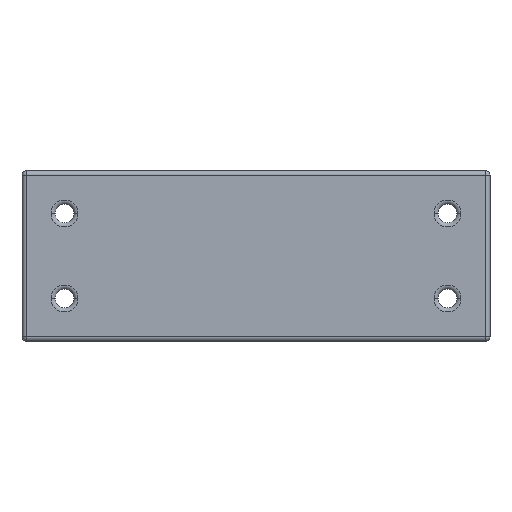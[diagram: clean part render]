
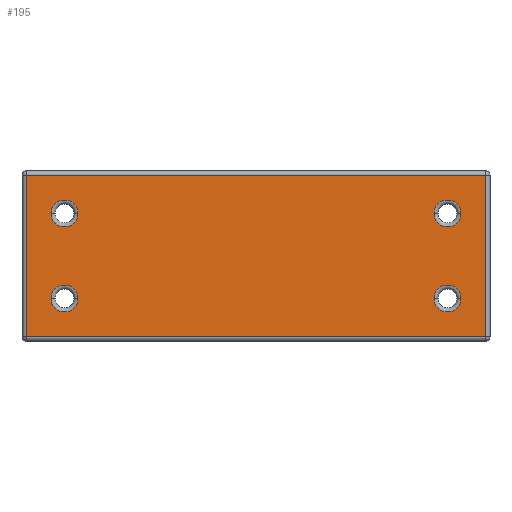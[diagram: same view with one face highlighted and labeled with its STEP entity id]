
A CAD part, front view. The second image highlights one B-rep face of the part: STEP entity #195.
In plain terms, the highlighted planar face has unit normal (0, -1, 0).
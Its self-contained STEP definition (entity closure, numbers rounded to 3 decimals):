
#30 = DIRECTION ( 'NONE',  ( 0., 1., 0. ) ) ;
#31 = EDGE_CURVE ( 'NONE', #1525, #2063, #171, .T. ) ;
#97 = ORIENTED_EDGE ( 'NONE', *, *, #2201, .T. ) ;
#112 = CARTESIAN_POINT ( 'NONE',  ( 89., 0., 1. ) ) ;
#127 = CIRCLE ( 'NONE', #2134, 3.15 ) ;
#129 = CARTESIAN_POINT ( 'NONE',  ( 80., 0., 30. ) ) ;
#166 = EDGE_LOOP ( 'NONE', ( #1277, #661 ) ) ;
#171 = CIRCLE ( 'NONE', #2899, 3.15 ) ;
#195 = ADVANCED_FACE ( 'NONE', ( #2391, #1618, #404, #3086, #2584 ), #667, .F. ) ;
#230 = CIRCLE ( 'NONE', #1162, 3.15 ) ;
#252 = EDGE_CURVE ( 'NONE', #2303, #1188, #389, .T. ) ;
#339 = CARTESIAN_POINT ( 'NONE',  ( 76.85, 0., 10. ) ) ;
#344 = EDGE_CURVE ( 'NONE', #1188, #2393, #2469, .T. ) ;
#378 = AXIS2_PLACEMENT_3D ( 'NONE', #2364, #1358, #1156 ) ;
#389 = LINE ( 'NONE', #3101, #947 ) ;
#391 = EDGE_CURVE ( 'NONE', #2393, #1544, #3185, .T. ) ;
#404 = FACE_BOUND ( 'NONE', #2995, .T. ) ;
#413 = DIRECTION ( 'NONE',  ( -1., 0., 0. ) ) ;
#427 = VECTOR ( 'NONE', #1498, 1000. ) ;
#441 = CIRCLE ( 'NONE', #859, 3.15 ) ;
#584 = CARTESIAN_POINT ( 'NONE',  ( 83.15, 0., 30. ) ) ;
#661 = ORIENTED_EDGE ( 'NONE', *, *, #2534, .T. ) ;
#667 = PLANE ( 'NONE',  #1616 ) ;
#729 = DIRECTION ( 'NONE',  ( -1., 0., 0. ) ) ;
#731 = LINE ( 'NONE', #1712, #2350 ) ;
#777 = DIRECTION ( 'NONE',  ( 0., 1., 0. ) ) ;
#820 = ORIENTED_EDGE ( 'NONE', *, *, #344, .T. ) ;
#859 = AXIS2_PLACEMENT_3D ( 'NONE', #129, #2096, #413 ) ;
#864 = DIRECTION ( 'NONE',  ( 0., 1., 0. ) ) ;
#947 = VECTOR ( 'NONE', #1404, 1000. ) ;
#980 = CARTESIAN_POINT ( 'NONE',  ( -10., 0., 30. ) ) ;
#1051 = VECTOR ( 'NONE', #2949, 1000. ) ;
#1117 = CIRCLE ( 'NONE', #2917, 3.15 ) ;
#1135 = CARTESIAN_POINT ( 'NONE',  ( -13.15, 0., 30. ) ) ;
#1137 = VERTEX_POINT ( 'NONE', #2146 ) ;
#1156 = DIRECTION ( 'NONE',  ( -1., 0., 0. ) ) ;
#1162 = AXIS2_PLACEMENT_3D ( 'NONE', #1639, #1569, #2557 ) ;
#1188 = VERTEX_POINT ( 'NONE', #1196 ) ;
#1196 = CARTESIAN_POINT ( 'NONE',  ( 89., 0., 39. ) ) ;
#1256 = VERTEX_POINT ( 'NONE', #584 ) ;
#1277 = ORIENTED_EDGE ( 'NONE', *, *, #2993, .T. ) ;
#1279 = CARTESIAN_POINT ( 'NONE',  ( -6.85, 0., 30. ) ) ;
#1358 = DIRECTION ( 'NONE',  ( 0., 1., 0. ) ) ;
#1389 = CARTESIAN_POINT ( 'NONE',  ( -19., 0., 39. ) ) ;
#1404 = DIRECTION ( 'NONE',  ( 0., 0., 1. ) ) ;
#1440 = ORIENTED_EDGE ( 'NONE', *, *, #1595, .T. ) ;
#1472 = CIRCLE ( 'NONE', #1676, 3.15 ) ;
#1498 = DIRECTION ( 'NONE',  ( 0., 0., -1. ) ) ;
#1525 = VERTEX_POINT ( 'NONE', #2941 ) ;
#1535 = EDGE_CURVE ( 'NONE', #2840, #2651, #1117, .T. ) ;
#1544 = VERTEX_POINT ( 'NONE', #1949 ) ;
#1552 = ORIENTED_EDGE ( 'NONE', *, *, #1802, .T. ) ;
#1565 = CIRCLE ( 'NONE', #378, 3.15 ) ;
#1569 = DIRECTION ( 'NONE',  ( 0., 1., 0. ) ) ;
#1586 = EDGE_LOOP ( 'NONE', ( #1646, #1440, #1684, #820 ) ) ;
#1595 = EDGE_CURVE ( 'NONE', #1544, #2303, #731, .T. ) ;
#1604 = DIRECTION ( 'NONE',  ( 0., 1., 0. ) ) ;
#1608 = EDGE_LOOP ( 'NONE', ( #1677, #2186 ) ) ;
#1616 = AXIS2_PLACEMENT_3D ( 'NONE', #2841, #864, #2860 ) ;
#1618 = FACE_BOUND ( 'NONE', #1608, .T. ) ;
#1639 = CARTESIAN_POINT ( 'NONE',  ( 80., 0., 30. ) ) ;
#1646 = ORIENTED_EDGE ( 'NONE', *, *, #391, .T. ) ;
#1676 = AXIS2_PLACEMENT_3D ( 'NONE', #1709, #777, #2207 ) ;
#1677 = ORIENTED_EDGE ( 'NONE', *, *, #1786, .T. ) ;
#1684 = ORIENTED_EDGE ( 'NONE', *, *, #252, .T. ) ;
#1705 = CARTESIAN_POINT ( 'NONE',  ( 80., 0., 10. ) ) ;
#1709 = CARTESIAN_POINT ( 'NONE',  ( 80., 0., 10. ) ) ;
#1712 = CARTESIAN_POINT ( 'NONE',  ( 0., 0., 1. ) ) ;
#1724 = CARTESIAN_POINT ( 'NONE',  ( -19., 0., 40. ) ) ;
#1733 = DIRECTION ( 'NONE',  ( 0., 1., 0. ) ) ;
#1786 = EDGE_CURVE ( 'NONE', #2063, #1525, #1565, .T. ) ;
#1802 = EDGE_CURVE ( 'NONE', #1137, #1256, #230, .T. ) ;
#1804 = VERTEX_POINT ( 'NONE', #339 ) ;
#1847 = DIRECTION ( 'NONE',  ( -1., 0., 0. ) ) ;
#1879 = EDGE_LOOP ( 'NONE', ( #3128, #97 ) ) ;
#1949 = CARTESIAN_POINT ( 'NONE',  ( -19., 0., 1. ) ) ;
#1994 = CARTESIAN_POINT ( 'NONE',  ( -10., 0., 30. ) ) ;
#2063 = VERTEX_POINT ( 'NONE', #2720 ) ;
#2096 = DIRECTION ( 'NONE',  ( 0., 1., 0. ) ) ;
#2134 = AXIS2_PLACEMENT_3D ( 'NONE', #1994, #1604, #1847 ) ;
#2146 = CARTESIAN_POINT ( 'NONE',  ( 76.85, 0., 30. ) ) ;
#2162 = CARTESIAN_POINT ( 'NONE',  ( -20., 0., 39. ) ) ;
#2186 = ORIENTED_EDGE ( 'NONE', *, *, #31, .T. ) ;
#2201 = EDGE_CURVE ( 'NONE', #2651, #2840, #127, .T. ) ;
#2204 = DIRECTION ( 'NONE',  ( -1., 0., 0. ) ) ;
#2207 = DIRECTION ( 'NONE',  ( -1., 0., 0. ) ) ;
#2261 = DIRECTION ( 'NONE',  ( 0., 1., 0. ) ) ;
#2303 = VERTEX_POINT ( 'NONE', #112 ) ;
#2322 = VERTEX_POINT ( 'NONE', #3073 ) ;
#2335 = CIRCLE ( 'NONE', #2443, 3.15 ) ;
#2350 = VECTOR ( 'NONE', #2700, 1000. ) ;
#2364 = CARTESIAN_POINT ( 'NONE',  ( -10., 0., 10. ) ) ;
#2391 = FACE_BOUND ( 'NONE', #1879, .T. ) ;
#2393 = VERTEX_POINT ( 'NONE', #1389 ) ;
#2443 = AXIS2_PLACEMENT_3D ( 'NONE', #1705, #30, #2204 ) ;
#2469 = LINE ( 'NONE', #2162, #1051 ) ;
#2534 = EDGE_CURVE ( 'NONE', #2322, #1804, #1472, .T. ) ;
#2557 = DIRECTION ( 'NONE',  ( -1., 0., 0. ) ) ;
#2584 = FACE_OUTER_BOUND ( 'NONE', #1586, .T. ) ;
#2651 = VERTEX_POINT ( 'NONE', #1279 ) ;
#2686 = CARTESIAN_POINT ( 'NONE',  ( -10., 0., 10. ) ) ;
#2700 = DIRECTION ( 'NONE',  ( 1., 0., 0. ) ) ;
#2718 = DIRECTION ( 'NONE',  ( -1., 0., 0. ) ) ;
#2720 = CARTESIAN_POINT ( 'NONE',  ( -13.15, 0., 10. ) ) ;
#2721 = ORIENTED_EDGE ( 'NONE', *, *, #2909, .T. ) ;
#2840 = VERTEX_POINT ( 'NONE', #1135 ) ;
#2841 = CARTESIAN_POINT ( 'NONE',  ( 0., 0., 40. ) ) ;
#2860 = DIRECTION ( 'NONE',  ( -1., 0., 0. ) ) ;
#2899 = AXIS2_PLACEMENT_3D ( 'NONE', #2686, #2261, #729 ) ;
#2909 = EDGE_CURVE ( 'NONE', #1256, #1137, #441, .T. ) ;
#2917 = AXIS2_PLACEMENT_3D ( 'NONE', #980, #1733, #2718 ) ;
#2941 = CARTESIAN_POINT ( 'NONE',  ( -6.85, 0., 10. ) ) ;
#2949 = DIRECTION ( 'NONE',  ( -1., 0., 0. ) ) ;
#2993 = EDGE_CURVE ( 'NONE', #1804, #2322, #2335, .T. ) ;
#2995 = EDGE_LOOP ( 'NONE', ( #1552, #2721 ) ) ;
#3073 = CARTESIAN_POINT ( 'NONE',  ( 83.15, 0., 10. ) ) ;
#3086 = FACE_BOUND ( 'NONE', #166, .T. ) ;
#3101 = CARTESIAN_POINT ( 'NONE',  ( 89., 0., 40. ) ) ;
#3128 = ORIENTED_EDGE ( 'NONE', *, *, #1535, .T. ) ;
#3185 = LINE ( 'NONE', #1724, #427 ) ;
